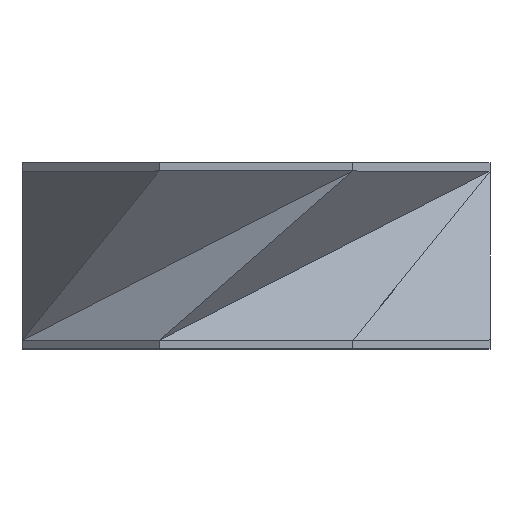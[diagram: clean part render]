
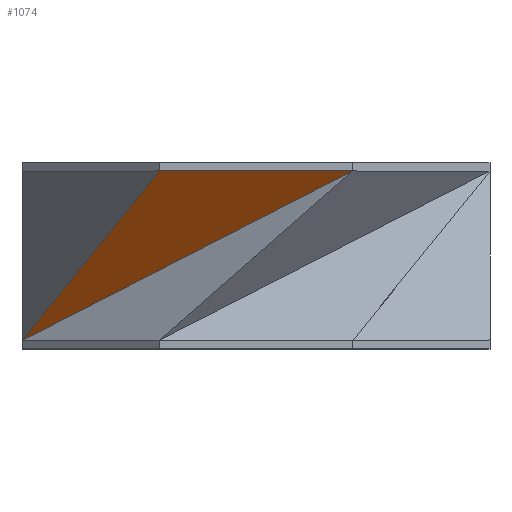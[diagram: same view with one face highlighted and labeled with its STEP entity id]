
A CAD part, top view. The second image highlights one B-rep face of the part: STEP entity #1074.
In plain terms, the highlighted planar face has unit normal (0, -0.629, 0.777).
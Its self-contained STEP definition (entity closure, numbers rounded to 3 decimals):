
#74=FACE_OUTER_BOUND('',#142,.T.);
#142=EDGE_LOOP('',(#924,#925,#926));
#262=LINE('',#1677,#406);
#286=LINE('',#1723,#430);
#287=LINE('',#1725,#431);
#406=VECTOR('',#1373,10.);
#430=VECTOR('',#1423,10.);
#431=VECTOR('',#1426,10.);
#495=VERTEX_POINT('',#1633);
#507=VERTEX_POINT('',#1670);
#509=VERTEX_POINT('',#1676);
#630=EDGE_CURVE('',#509,#507,#262,.T.);
#654=EDGE_CURVE('',#507,#495,#286,.T.);
#655=EDGE_CURVE('',#495,#509,#287,.T.);
#924=ORIENTED_EDGE('',*,*,#630,.F.);
#925=ORIENTED_EDGE('',*,*,#655,.F.);
#926=ORIENTED_EDGE('',*,*,#654,.F.);
#1008=PLANE('',#1163);
#1074=ADVANCED_FACE('',(#74),#1008,.T.);
#1163=AXIS2_PLACEMENT_3D('',#1724,#1424,#1425);
#1373=DIRECTION('',(1.,0.,0.));
#1423=DIRECTION('',(-0.835,-0.427,-0.346));
#1424=DIRECTION('center_axis',(0.,-0.629,
0.777));
#1425=DIRECTION('ref_axis',(1.,0.,0.));
#1426=DIRECTION('',(0.533,0.658,0.533));
#1633=CARTESIAN_POINT('',(-33.192,0.,13.749));
#1670=CARTESIAN_POINT('',(13.749,24.,33.192));
#1676=CARTESIAN_POINT('',(-13.749,24.,33.192));
#1677=CARTESIAN_POINT('',(-13.749,24.,33.192));
#1723=CARTESIAN_POINT('',(2.013,18.,28.331));
#1724=CARTESIAN_POINT('Origin',(-9.722,12.,23.47));
#1725=CARTESIAN_POINT('',(-30.433,3.406,16.508));
